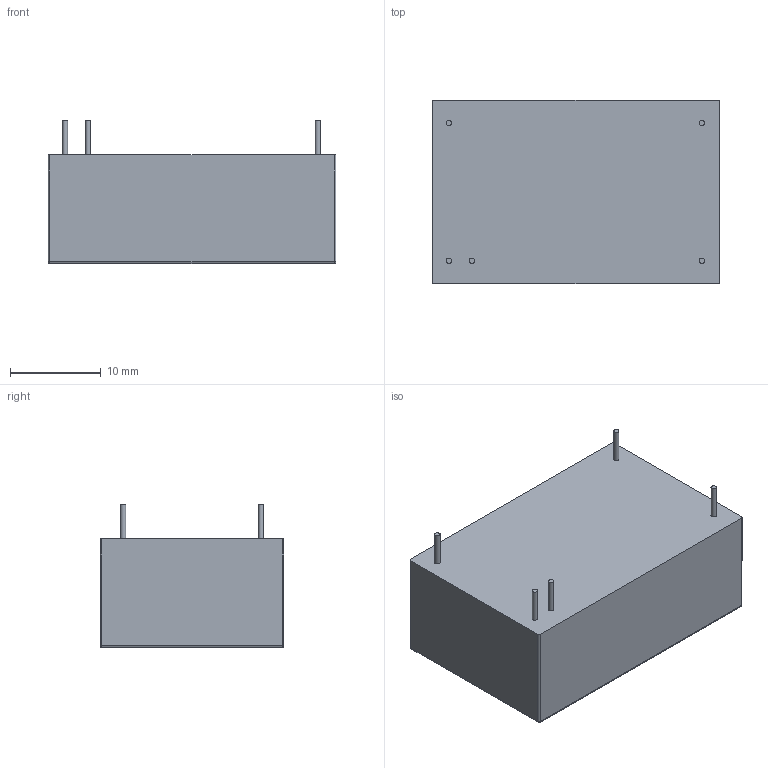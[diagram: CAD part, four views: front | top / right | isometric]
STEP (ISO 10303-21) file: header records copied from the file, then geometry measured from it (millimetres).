
FILE_DESCRIPTION(/* description */ (''),/* implementation_level */ '2;1');
FILE_NAME(/* name */ 'THR 3WI- for single output models.stp',/* time_stamp */ '2021-11-22T16:54:19+08:00',/* author */ ('Calliope'),/* organization */ (''),/* preprocessor_version */ 'ST-DEVELOPER v16.1',/* originating_system */ 'Autodesk Inventor 2016',/* authorisation */ '');
FILE_SCHEMA (('AUTOMOTIVE_DESIGN { 1 0 10303 214 3 1 1 }'));
Length unit declared in the file: millimetre
Products named in the file (1): THR 3WI- for single output models
Bounding box: 31.8 x 20.3 x 15.8 mm (x, y, z)
Volume: 7750.6 mm3; surface area: 2564.2 mm2
Topology: 1 solids, 1 shells, 28 faces, 51 edges, 30 vertices
Faces by surface type: cylinder 13, plane 11, sphere 4
Full cylindrical faces by diameter (mm): 0.6 x5
Entity records: 684 total; most frequent: DIRECTION 130, CARTESIAN_POINT 105, ORIENTED_EDGE 92, AXIS2_PLACEMENT_3D 55, EDGE_CURVE 46, EDGE_LOOP 38, VERTEX_POINT 30, FACE_OUTER_BOUND 28
